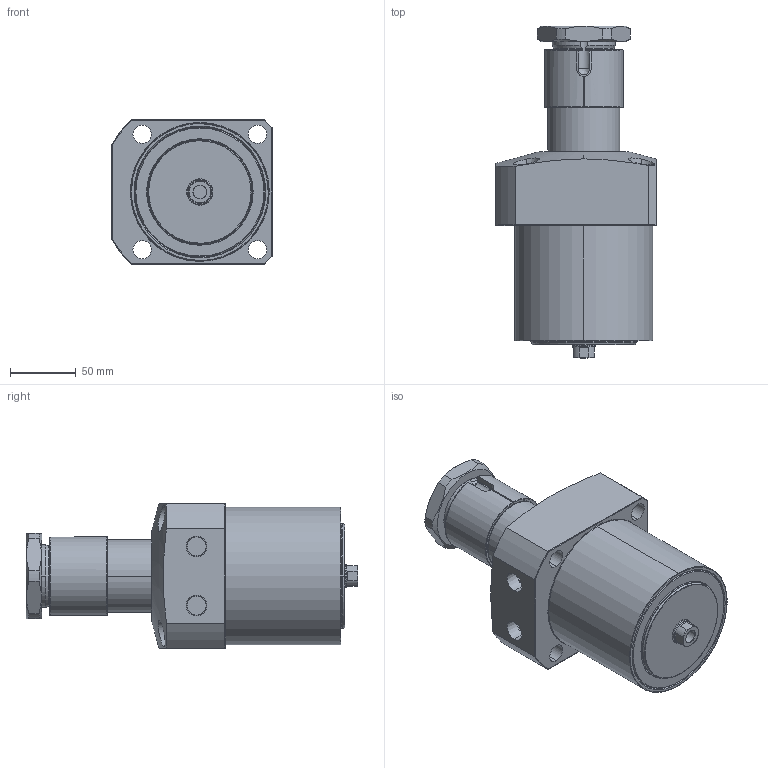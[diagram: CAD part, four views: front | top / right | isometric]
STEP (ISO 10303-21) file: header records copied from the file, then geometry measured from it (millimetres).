
FILE_DESCRIPTION (( 'STEP AP203' ), '1' );
FILE_NAME ('LHA1050-SRD.STEP', '2019-09-24T02:32:19', ( '微软用户' ), ( '微软中国' ), 'SwSTEP 2.0', 'SolidWorks 2012', '' );
FILE_SCHEMA (( 'CONFIG_CONTROL_DESIGN' ));
Length unit declared in the file: millimetre
Products named in the file (7): LHA1050-SRD; LHA1050-D菛巍; LHA1050-簸忣諍匏_; LHA1050-ů_; LHA1050-楓羔_D); LHA1050-咂衝椳紕_蹬怮椔); LHA1050-槭暌滀S(蹬怮椔)_1
Assembly tree (6 placements, depth 2):
  LHA1050-SRD
    LHA1050-槭暌滀S(蹬怮椔)_1
    LHA1050-咂衝椳紕_蹬怮椔)
    LHA1050-楓羔_D)
    LHA1050-ů_
    LHA1050-簸忣諍匏_
    LHA1050-D菛巍
Bounding box: 122 x 253 x 110 mm (x, y, z)
Volume: 1692986.5 mm3; surface area: 152421.9 mm2
Topology: 6 solids, 6 shells, 217 faces, 528 edges, 338 vertices
Faces by surface type: cylinder 75, plane 72, cone 46, bspline 24
Entity records: 8581 total; most frequent: CARTESIAN_POINT 2884, ORIENTED_EDGE 1050, DIRECTION 1038, EDGE_CURVE 525, AXIS2_PLACEMENT_3D 423, VERTEX_POINT 338, EDGE_LOOP 245, CIRCLE 221
